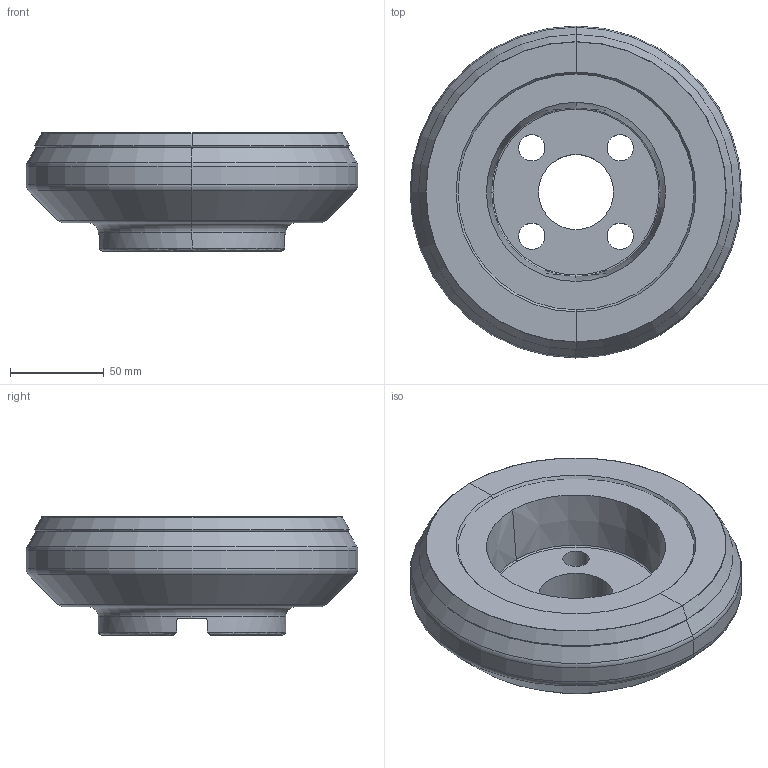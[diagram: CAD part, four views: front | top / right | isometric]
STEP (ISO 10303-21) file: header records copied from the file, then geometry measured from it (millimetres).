
FILE_DESCRIPTION((''),'2;1');
FILE_NAME('6MDK160R00_ASM','2009-07-03T',('Lehmann'),(''),'PRO/ENGINEER BY PARAMETRIC TECHNOLOGY CORPORATION, 2007460','PRO/ENGINEER BY PARAMETRIC TECHNOLOGY CORPORATION, 2007460','');
FILE_SCHEMA(('CONFIG_CONTROL_DESIGN'));
Length unit declared in the file: millimetre
Products named in the file (3): 6MDK160R00_HSG; SCHNEIDE; 6MDK160R00_ASM
Assembly tree (2 placements, depth 2):
  6MDK160R00_ASM
    6MDK160R00_HSG
    SCHNEIDE
Bounding box: 177 x 177 x 62.99 mm (x, y, z)
Volume: 924455.1 mm3; surface area: 108353.6 mm2
Topology: 2 solids, 2 shells, 88 faces, 198 edges, 114 vertices
Faces by surface type: revolution 24, cylinder 18, plane 16, cone 16, torus 14
Entity records: 3917 total; most frequent: CARTESIAN_POINT 1835, DIRECTION 426, ORIENTED_EDGE 396, EDGE_CURVE 198, AXIS2_PLACEMENT_3D 175, VERTEX_POINT 114, CIRCLE 106, EDGE_LOOP 100
